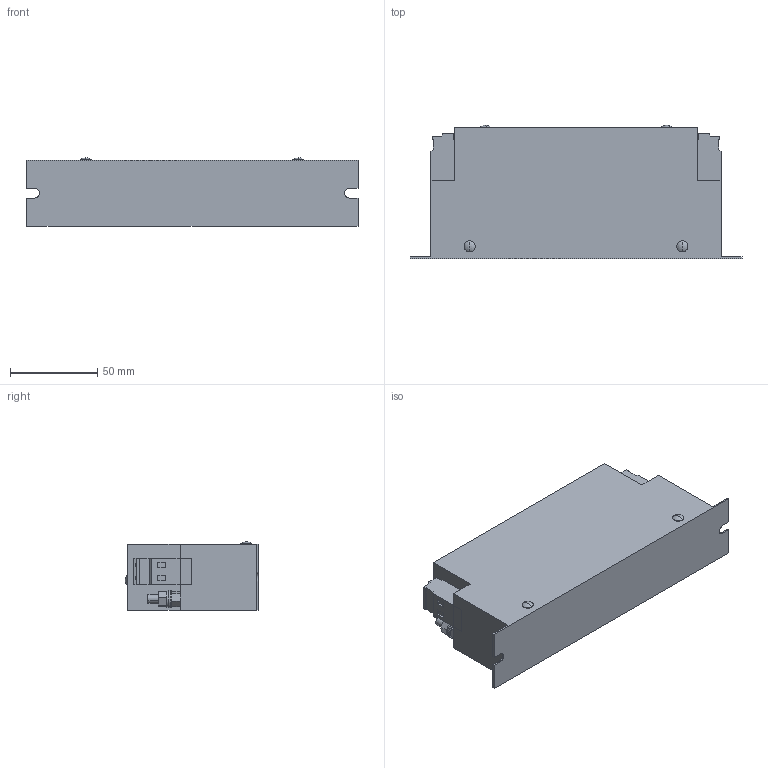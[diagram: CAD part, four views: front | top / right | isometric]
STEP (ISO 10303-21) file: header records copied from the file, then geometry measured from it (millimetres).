
FILE_DESCRIPTION (( 'STEP AP214' ), '1' );
FILE_NAME ('151327.STEP', '2024-07-11T03:38:19', ( '' ), ( '' ), 'SwSTEP 2.0', 'SolidWorks 2022', '' );
FILE_SCHEMA (( 'AUTOMOTIVE_DESIGN' ));
Length unit declared in the file: millimetre
Products named in the file (1): 151327
Bounding box: 190.03 x 76.37 x 39.37 mm (x, y, z)
Volume: 455046.4 mm3; surface area: 46159.6 mm2
Topology: 1 solids, 1 shells, 225 faces, 548 edges, 356 vertices
Faces by surface type: plane 175, cylinder 42, sphere 8
Entity records: 6572 total; most frequent: CARTESIAN_POINT 1130, DIRECTION 1120, ORIENTED_EDGE 1096, EDGE_CURVE 548, VECTOR 428, LINE 428, VERTEX_POINT 356, AXIS2_PLACEMENT_3D 346
